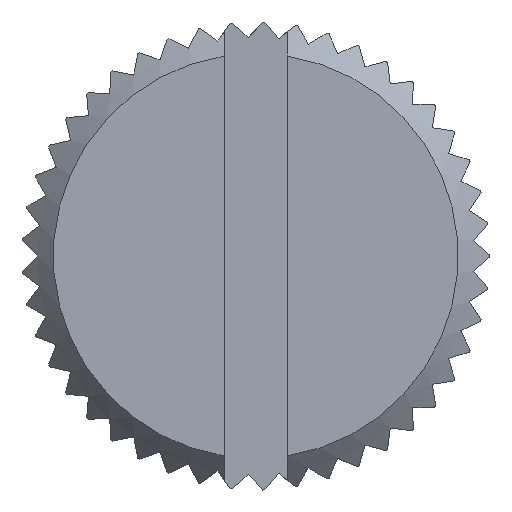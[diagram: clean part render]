
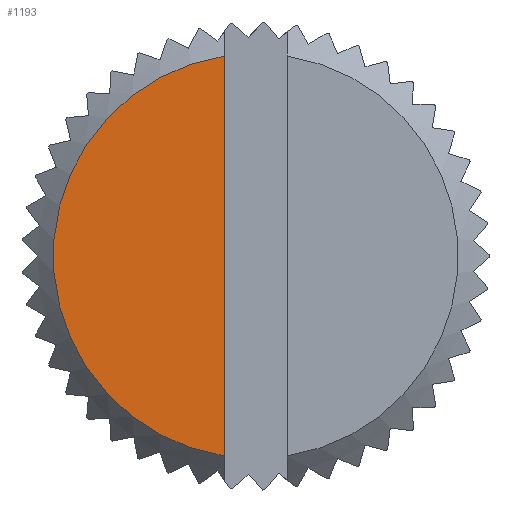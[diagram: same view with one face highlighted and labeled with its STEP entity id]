
A CAD part, left-side view. The second image highlights one B-rep face of the part: STEP entity #1193.
In plain terms, the highlighted planar face has unit normal (-1, 0, 0).
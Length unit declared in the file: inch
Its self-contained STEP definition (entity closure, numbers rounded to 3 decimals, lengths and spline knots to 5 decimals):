
#1000 = EDGE_LOOP ( 'NONE', ( #1343, #1368 ) ) ;
#1002 = EDGE_CURVE ( 'NONE', #1406, #1005, #4090, .T. ) ;
#1005 = VERTEX_POINT ( 'NONE', #4385 ) ;
#1193 = ADVANCED_FACE ( 'NONE', ( #4610 ), #4657, .F. ) ;
#1331 = EDGE_CURVE ( 'NONE', #1005, #1406, #4859, .T. ) ;
#1343 = ORIENTED_EDGE ( 'NONE', *, *, #1002, .T. ) ;
#1368 = ORIENTED_EDGE ( 'NONE', *, *, #1331, .T. ) ;
#1406 = VERTEX_POINT ( 'NONE', #4984 ) ;
#3651 = DIRECTION ( 'NONE',  ( 0., 0., 1. ) ) ;
#4087 = DIRECTION ( 'NONE',  ( -1., 0., 0. ) ) ;
#4088 = CARTESIAN_POINT ( 'NONE',  ( -1.79, 0., 0. ) ) ;
#4089 = AXIS2_PLACEMENT_3D ( 'NONE', #4088, #4087, #3651 ) ;
#4090 = CIRCLE ( 'NONE', #4089, 0.128 ) ;
#4385 = CARTESIAN_POINT ( 'NONE',  ( -1.79, 0.02, -0.12643 ) ) ;
#4606 = AXIS2_PLACEMENT_3D ( 'NONE', #4607, #4684, #4656 ) ;
#4607 = CARTESIAN_POINT ( 'NONE',  ( -1.79, 0., 0. ) ) ;
#4610 = FACE_OUTER_BOUND ( 'NONE', #1000, .T. ) ;
#4656 = DIRECTION ( 'NONE',  ( 0., 0., -1. ) ) ;
#4657 = PLANE ( 'NONE',  #4606 ) ;
#4684 = DIRECTION ( 'NONE',  ( 1., 0., 0. ) ) ;
#4859 = LINE ( 'NONE', #4918, #4950 ) ;
#4918 = CARTESIAN_POINT ( 'NONE',  ( -1.79, 0.02, -0.148 ) ) ;
#4949 = DIRECTION ( 'NONE',  ( 0., 0., 1. ) ) ;
#4950 = VECTOR ( 'NONE', #4949, 39.37008 ) ;
#4984 = CARTESIAN_POINT ( 'NONE',  ( -1.79, 0.02, 0.12643 ) ) ;
